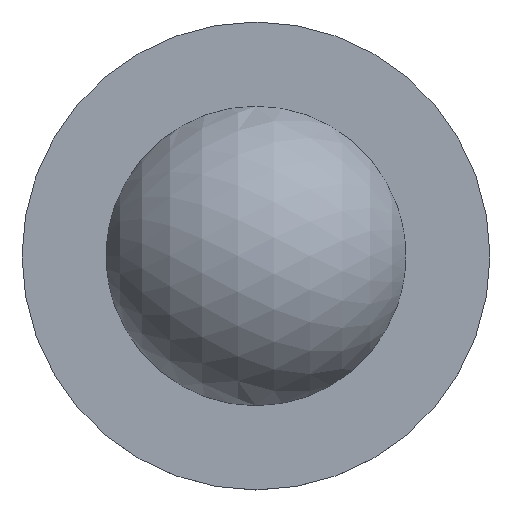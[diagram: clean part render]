
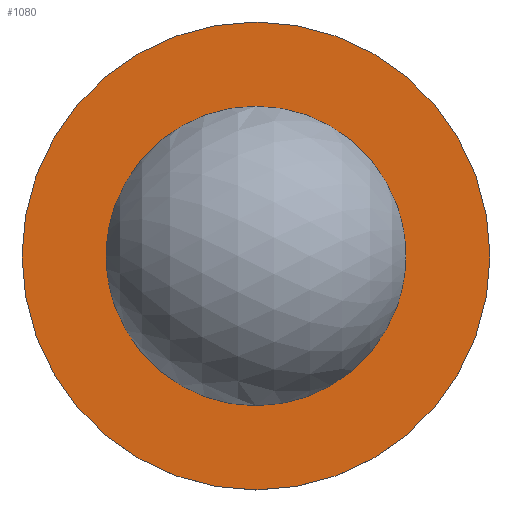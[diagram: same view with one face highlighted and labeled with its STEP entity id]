
A CAD part, top view. The second image highlights one B-rep face of the part: STEP entity #1080.
In plain terms, the highlighted planar face has unit normal (0, 0, 1).
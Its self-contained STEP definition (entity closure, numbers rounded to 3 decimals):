
#570=CARTESIAN_POINT('',(0.,-12.5,2.211));
#580=VERTEX_POINT('',#570);
#610=CARTESIAN_POINT('',(0.001,0.,
2.211));
#620=DIRECTION('',(0.,0.,1.));
#630=DIRECTION('',(1.,0.,0.));
#640=AXIS2_PLACEMENT_3D('',#610,#620,#630);
#650=CIRCLE('',#640,12.5);
#660=CARTESIAN_POINT('',(0.,12.5,2.211));
#670=VERTEX_POINT('',#660);
#680=EDGE_CURVE('',#580,#670,#650,.T.);
#870=CARTESIAN_POINT('',(0.,0.,2.211));
#880=DIRECTION('',(0.,0.,1.));
#890=DIRECTION('',(1.,0.,0.));
#900=AXIS2_PLACEMENT_3D('',#870,#880,#890);
#910=PLANE('',#900);
#920=ORIENTED_EDGE('',*,*,#680,.T.);
#930=EDGE_CURVE('',#670,#580,#650,.T.);
#940=ORIENTED_EDGE('',*,*,#930,.T.);
#950=EDGE_LOOP('',(#940,#920));
#960=FACE_OUTER_BOUND('',#950,.T.);
#970=CARTESIAN_POINT('',(0.,0.,2.211));
#980=DIRECTION('',(0.,0.,1.));
#990=DIRECTION('',(-1.,0.,0.));
#1000=AXIS2_PLACEMENT_3D('',#970,#980,#990);
#1010=CIRCLE('',#1000,8.);
#1020=CARTESIAN_POINT('',(0.,-8.,2.211));
#1030=VERTEX_POINT('',#1020);
#1040=EDGE_CURVE('',#1030,#1030,#1010,.T.);
#1050=ORIENTED_EDGE('',*,*,#1040,.F.);
#1060=EDGE_LOOP('',(#1050));
#1070=FACE_BOUND('',#1060,.T.);
#1080=ADVANCED_FACE('',(#960,#1070),#910,.T.);
